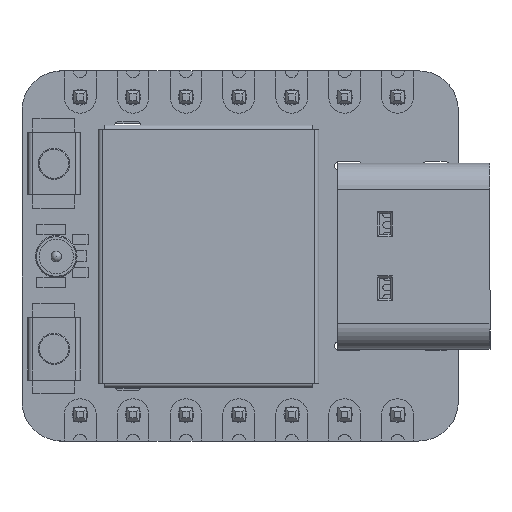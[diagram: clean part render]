
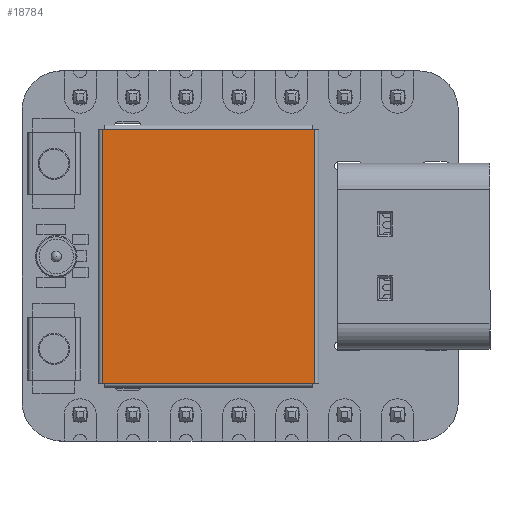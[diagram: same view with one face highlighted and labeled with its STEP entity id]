
A CAD part, top view. The second image highlights one B-rep face of the part: STEP entity #18784.
In plain terms, the highlighted face is planar.
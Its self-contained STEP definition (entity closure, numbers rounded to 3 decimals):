
#1488=FACE_OUTER_BOUND('',#2525,.T.);
#2525=EDGE_LOOP('',(#14143,#14144,#14145,#14146,#14147,#14148,#14149,#14150));
#4022=LINE('',#29004,#6189);
#4076=LINE('',#29138,#6243);
#4077=LINE('',#29143,#6244);
#4083=LINE('',#29157,#6250);
#4089=LINE('',#29171,#6256);
#4094=LINE('',#29179,#6261);
#4098=LINE('',#29186,#6265);
#4103=LINE('',#29195,#6270);
#6189=VECTOR('',#23492,10.);
#6243=VECTOR('',#23610,10.);
#6244=VECTOR('',#23615,10.);
#6250=VECTOR('',#23631,10.);
#6256=VECTOR('',#23643,10.);
#6261=VECTOR('',#23652,10.);
#6265=VECTOR('',#23660,10.);
#6270=VECTOR('',#23673,10.);
#8199=VERTEX_POINT('',#29001);
#8200=VERTEX_POINT('',#29003);
#8222=VERTEX_POINT('',#29064);
#8239=VERTEX_POINT('',#29110);
#8247=VERTEX_POINT('',#29132);
#8249=VERTEX_POINT('',#29140);
#8250=VERTEX_POINT('',#29142);
#8258=VERTEX_POINT('',#29169);
#10270=EDGE_CURVE('',#8199,#8200,#4022,.T.);
#10336=EDGE_CURVE('',#8247,#8222,#4076,.T.);
#10338=EDGE_CURVE('',#8249,#8250,#4077,.T.);
#10346=EDGE_CURVE('',#8239,#8199,#4083,.T.);
#10353=EDGE_CURVE('',#8222,#8258,#4089,.T.);
#10358=EDGE_CURVE('',#8250,#8239,#4094,.T.);
#10362=EDGE_CURVE('',#8249,#8247,#4098,.T.);
#10367=EDGE_CURVE('',#8200,#8258,#4103,.T.);
#14143=ORIENTED_EDGE('',*,*,#10367,.F.);
#14144=ORIENTED_EDGE('',*,*,#10270,.F.);
#14145=ORIENTED_EDGE('',*,*,#10346,.F.);
#14146=ORIENTED_EDGE('',*,*,#10358,.F.);
#14147=ORIENTED_EDGE('',*,*,#10338,.F.);
#14148=ORIENTED_EDGE('',*,*,#10362,.T.);
#14149=ORIENTED_EDGE('',*,*,#10336,.T.);
#14150=ORIENTED_EDGE('',*,*,#10353,.T.);
#17367=PLANE('',#20442);
#18784=ADVANCED_FACE('',(#1488),#17367,.T.);
#20442=AXIS2_PLACEMENT_3D('',#29196,#23674,#23675);
#23492=DIRECTION('',(1.,0.,0.));
#23610=DIRECTION('',(1.,0.,0.));
#23615=DIRECTION('',(0.,0.,-1.));
#23631=DIRECTION('',(1.,0.,0.));
#23643=DIRECTION('',(1.,0.,0.));
#23652=DIRECTION('',(1.,0.,0.));
#23660=DIRECTION('',(1.,0.,0.));
#23673=DIRECTION('',(0.,0.,1.));
#23674=DIRECTION('center_axis',(0.,1.,0.));
#23675=DIRECTION('ref_axis',(0.,0.,1.));
#29001=CARTESIAN_POINT('',(5.272,3.,-12.211));
#29003=CARTESIAN_POINT('',(5.372,3.,-12.211));
#29004=CARTESIAN_POINT('',(-1.462,3.,-12.211));
#29064=CARTESIAN_POINT('',(5.272,3.,-0.011));
#29110=CARTESIAN_POINT('',(-4.728,3.,-12.211));
#29132=CARTESIAN_POINT('',(-4.728,3.,-0.011));
#29138=CARTESIAN_POINT('',(-1.362,3.,-0.011));
#29140=CARTESIAN_POINT('',(-4.828,3.,-0.011));
#29142=CARTESIAN_POINT('',(-4.828,3.,-12.211));
#29143=CARTESIAN_POINT('',(-4.828,3.,-9.223));
#29157=CARTESIAN_POINT('',(-1.462,3.,-12.211));
#29169=CARTESIAN_POINT('',(5.372,3.,-0.011));
#29171=CARTESIAN_POINT('',(-1.362,3.,-0.011));
#29179=CARTESIAN_POINT('',(-1.462,3.,-12.211));
#29186=CARTESIAN_POINT('',(-1.362,3.,-0.011));
#29195=CARTESIAN_POINT('',(5.372,3.,-3.));
#29196=CARTESIAN_POINT('Origin',(1.804,3.,-6.111));
